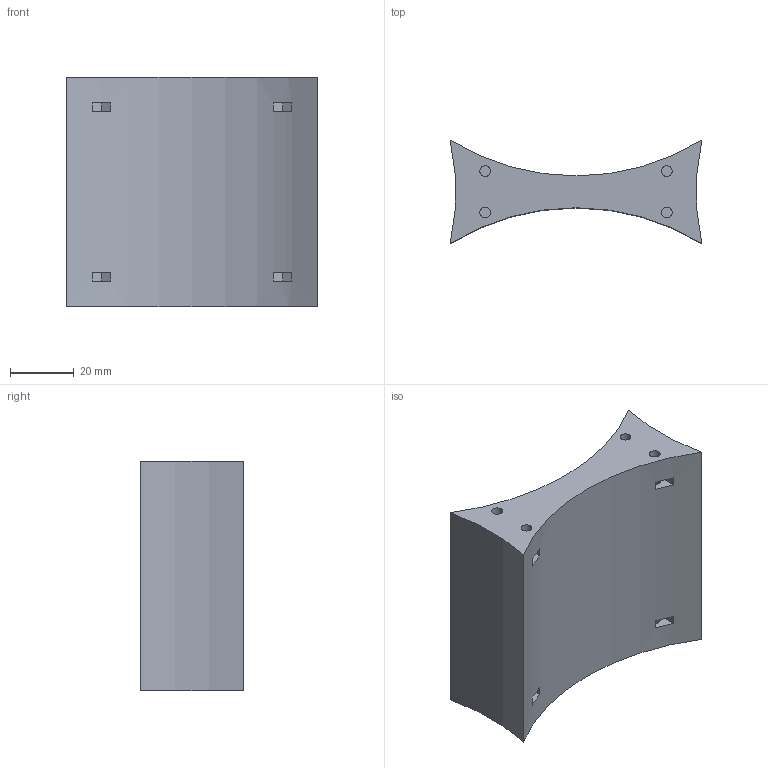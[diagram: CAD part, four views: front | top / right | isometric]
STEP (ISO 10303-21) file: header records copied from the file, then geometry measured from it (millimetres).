
FILE_DESCRIPTION(('FreeCAD Model'),'2;1');
FILE_NAME('Art2Union.step', '2017-01-10T08:58:09',('Author'),(''), 'Open CASCADE STEP processor 6.8','FreeCAD','Unknown');
FILE_SCHEMA(('AUTOMOTIVE_DESIGN_CC2 { 1 2 10303 214 -1 1 5 4 }'));
Length unit declared in the file: millimetre
Products named in the file (2): ASSEMBLY; Art2Union
Assembly tree (1 placements, depth 2):
  ASSEMBLY
    Art2Union
Bounding box: 79 x 32.49 x 72 mm (x, y, z)
Volume: 90351.2 mm3; surface area: 21847.4 mm2
Topology: 1 solids, 1 shells, 78 faces, 180 edges, 120 vertices
Faces by surface type: plane 58, cylinder 20
Full cylindrical faces by diameter (mm): 3.4 x16
Entity records: 4659 total; most frequent: CARTESIAN_POINT 892, DIRECTION 704, LINE 396, VECTOR 396, ORIENTED_EDGE 360, PCURVE 360, DEFINITIONAL_REPRESENTATION 360, EDGE_CURVE 180
